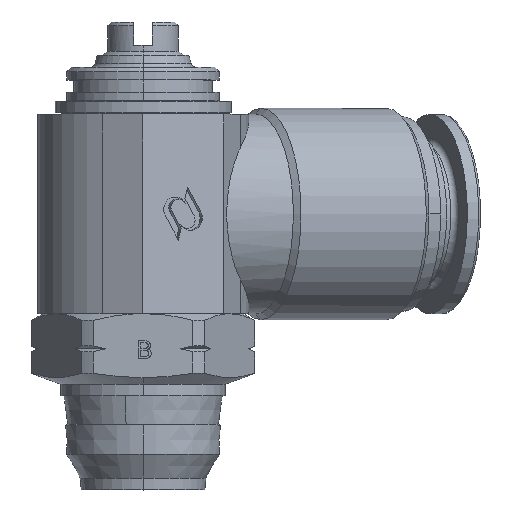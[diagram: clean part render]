
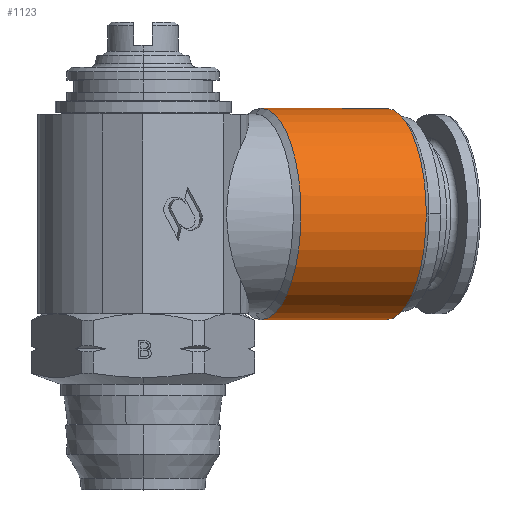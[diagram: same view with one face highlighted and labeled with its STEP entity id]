
A CAD part, top view. The second image highlights one B-rep face of the part: STEP entity #1123.
In plain terms, the highlighted cylindrical face has radius 9 mm (diameter 18 mm), a partial arc.
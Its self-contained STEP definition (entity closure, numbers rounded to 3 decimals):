
#520 = FACE_OUTER_BOUND ( 'NONE', #567, .T. ) ;
#529 = CYLINDRICAL_SURFACE ( 'NONE', #6812, 9. ) ;
#567 = EDGE_LOOP ( 'NONE', ( #8463, #8464, #8465, #8466, #8467 ) ) ;
#966 = EDGE_CURVE ( 'NONE', #1834, #1838, #1641, .T. ) ;
#987 = EDGE_CURVE ( 'NONE', #8063, #8062, #1672, .T. ) ;
#998 = EDGE_CURVE ( 'NONE', #8062, #1834, #1681, .T. ) ;
#999 = EDGE_CURVE ( 'NONE', #1838, #5950, #1687, .T. ) ;
#1000 = EDGE_CURVE ( 'NONE', #8063, #5950, #1689, .T. ) ;
#1042 = CARTESIAN_POINT ( 'NONE',  ( 20.71, 23.5, -8.461 ) ) ;
#1043 = DIRECTION ( 'NONE',  ( -0.926, 0., 0.378 ) ) ;
#1044 = DIRECTION ( 'NONE',  ( -0.378, 0., -0.926 ) ) ;
#1123 = ADVANCED_FACE ( 'NONE', ( #520 ), #529, .T. ) ;
#1641 = CIRCLE ( 'NONE', #2699, 9. ) ;
#1672 = CIRCLE ( 'NONE', #2717, 9. ) ;
#1681 = LINE ( 'NONE', #3300, #1688 ) ;
#1687 = CIRCLE ( 'NONE', #2723, 9. ) ;
#1688 = VECTOR ( 'NONE', #3305, 1000. ) ;
#1689 = LINE ( 'NONE', #3304, #1691 ) ;
#1691 = VECTOR ( 'NONE', #3299, 1000. ) ;
#1834 = VERTEX_POINT ( 'NONE', #7648 ) ;
#1838 = VERTEX_POINT ( 'NONE', #7652 ) ;
#2699 = AXIS2_PLACEMENT_3D ( 'NONE', #1042, #1043, #1044 ) ;
#2717 = AXIS2_PLACEMENT_3D ( 'NONE', #3253, #3254, #3255 ) ;
#2723 = AXIS2_PLACEMENT_3D ( 'NONE', #3308, #3309, #3310 ) ;
#3253 = CARTESIAN_POINT ( 'NONE',  ( 10.044, 23.5, -4.103 ) ) ;
#3254 = DIRECTION ( 'NONE',  ( 0.926, 0., -0.378 ) ) ;
#3255 = DIRECTION ( 'NONE',  ( 0., 1., 0. ) ) ;
#3299 = DIRECTION ( 'NONE',  ( 0.926, 0., -0.378 ) ) ;
#3300 = CARTESIAN_POINT ( 'NONE',  ( 25.457, 14.5, -10.4 ) ) ;
#3304 = CARTESIAN_POINT ( 'NONE',  ( 25.457, 32.5, -10.4 ) ) ;
#3305 = DIRECTION ( 'NONE',  ( 0.926, 0., -0.378 ) ) ;
#3308 = CARTESIAN_POINT ( 'NONE',  ( 20.71, 23.5, -8.461 ) ) ;
#3309 = DIRECTION ( 'NONE',  ( -0.926, 0., 0.378 ) ) ;
#3310 = DIRECTION ( 'NONE',  ( -0.378, 0., -0.926 ) ) ;
#3748 = CARTESIAN_POINT ( 'NONE',  ( 20.71, 32.5, -8.461 ) ) ;
#5950 = VERTEX_POINT ( 'NONE', #3748 ) ;
#6812 = AXIS2_PLACEMENT_3D ( 'NONE', #7000, #7001, #7009 ) ;
#7000 = CARTESIAN_POINT ( 'NONE',  ( 25.457, 23.5, -10.4 ) ) ;
#7001 = DIRECTION ( 'NONE',  ( 0.926, 0., -0.378 ) ) ;
#7009 = DIRECTION ( 'NONE',  ( 0., 1., 0. ) ) ;
#7648 = CARTESIAN_POINT ( 'NONE',  ( 20.71, 14.5, -8.461 ) ) ;
#7652 = CARTESIAN_POINT ( 'NONE',  ( 24.114, 23.5, -0.129 ) ) ;
#8062 = VERTEX_POINT ( 'NONE', #8846 ) ;
#8063 = VERTEX_POINT ( 'NONE', #8859 ) ;
#8463 = ORIENTED_EDGE ( 'NONE', *, *, #987, .T. ) ;
#8464 = ORIENTED_EDGE ( 'NONE', *, *, #998, .T. ) ;
#8465 = ORIENTED_EDGE ( 'NONE', *, *, #966, .T. ) ;
#8466 = ORIENTED_EDGE ( 'NONE', *, *, #999, .T. ) ;
#8467 = ORIENTED_EDGE ( 'NONE', *, *, #1000, .F. ) ;
#8846 = CARTESIAN_POINT ( 'NONE',  ( 10.044, 14.5, -4.103 ) ) ;
#8859 = CARTESIAN_POINT ( 'NONE',  ( 10.044, 32.5, -4.103 ) ) ;
